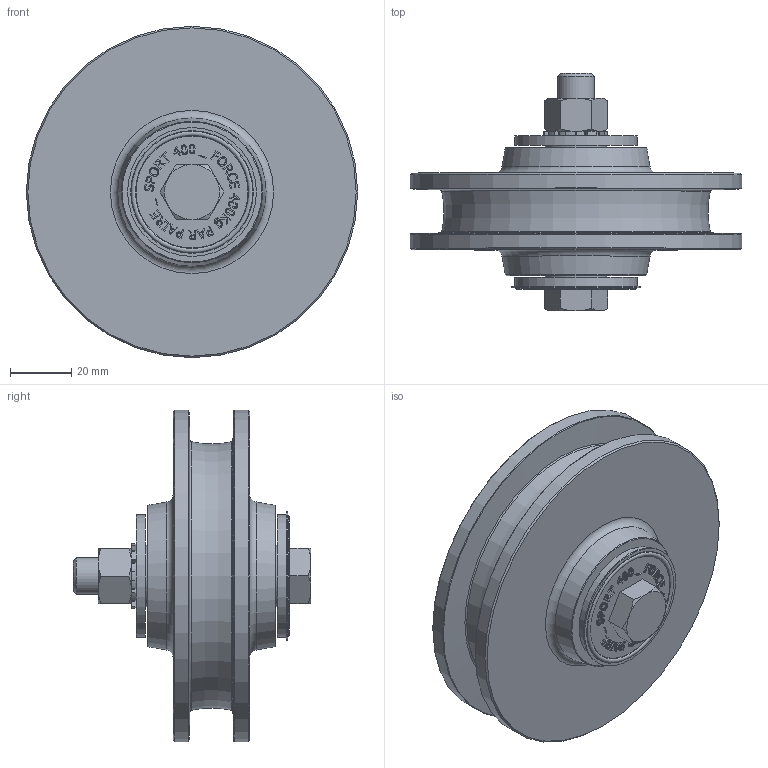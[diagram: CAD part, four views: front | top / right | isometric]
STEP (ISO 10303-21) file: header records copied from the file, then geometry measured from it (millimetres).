
FILE_DESCRIPTION(/* description */ ('Galet acier'),/* implementation_level */ '2;1');
FILE_NAME(/* name */ '1004A.stp',/* time_stamp */ '2025-04-09T14:51:10+02:00',/* author */ ('Giuliano'),/* organization */ (''),/* preprocessor_version */ 'ST-DEVELOPER v20',/* originating_system */ 'Autodesk Inventor 2025',/* authorisation */ '');
FILE_SCHEMA (('AUTOMOTIVE_DESIGN { 1 0 10303 214 3 1 1 }'));
Length unit declared in the file: millimetre
Products named in the file (11): 1004A; 26175; 14845; CAG7; 15882; 15902; 14514; 15681; 04536; 06013; 09017
Assembly tree (19 placements, depth 3):
  1004A
    26175
    14845  x2
    CAG7
      15882
      15902  x9
    14514
    15681
    04536
    06013
    09017
Bounding box: 108 x 77.5 x 108 mm (x, y, z)
Volume: 221693.1 mm3; surface area: 68957.9 mm2
Topology: 18 solids, 18 shells, 686 faces, 1776 edges, 1169 vertices
Faces by surface type: plane 371, bspline 175, cylinder 98, cone 31, torus 11
Full cylindrical faces by diameter (mm): 6 x9, 10.106 x1, 12 x3, 12.2 x1, 12.5 x1, 13 x1, 16.63 x1, 20 x1, 20.2 x1, 31.8 x1, 32.27 x1, 40 x2, 42 x1, 108 x2
Entity records: 21786 total; most frequent: CARTESIAN_POINT 5930, ORIENTED_EDGE 3492, DIRECTION 2650, EDGE_CURVE 1746, VERTEX_POINT 1149, LINE 1096, VECTOR 1096, AXIS2_PLACEMENT_3D 777
